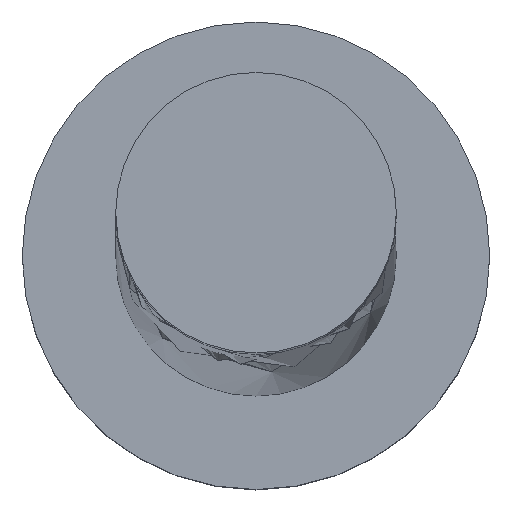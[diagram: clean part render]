
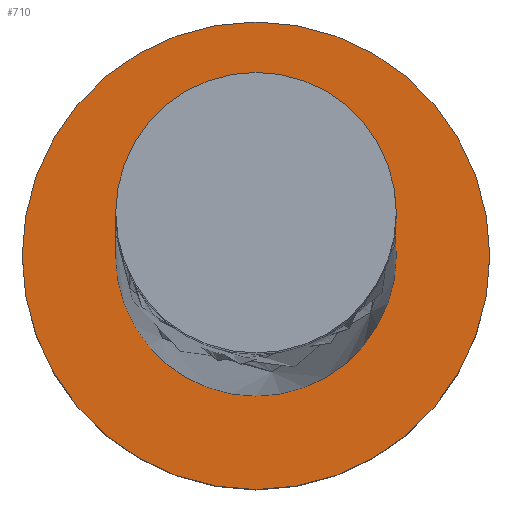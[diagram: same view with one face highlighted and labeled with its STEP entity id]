
A CAD part, top view. The second image highlights one B-rep face of the part: STEP entity #710.
In plain terms, the highlighted planar face has unit normal (0, 0, 1).
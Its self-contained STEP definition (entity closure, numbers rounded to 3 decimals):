
#7 = CARTESIAN_POINT ( 'NONE',  ( 0., 0., 1.5 ) ) ;
#56 = DIRECTION ( 'NONE',  ( 1., 0., 0. ) ) ;
#118 = AXIS2_PLACEMENT_3D ( 'NONE', #1078, #1329, #362 ) ;
#143 = AXIS2_PLACEMENT_3D ( 'NONE', #661, #1006, #896 ) ;
#156 = ORIENTED_EDGE ( 'NONE', *, *, #1294, .T. ) ;
#165 = DIRECTION ( 'NONE',  ( 1., 0., 0. ) ) ;
#177 = CARTESIAN_POINT ( 'NONE',  ( 0.9, 0., 1.5 ) ) ;
#213 = AXIS2_PLACEMENT_3D ( 'NONE', #7, #1432, #1101 ) ;
#354 = EDGE_CURVE ( 'NONE', #1289, #1484, #1301, .T. ) ;
#362 = DIRECTION ( 'NONE',  ( 1., 0., 0. ) ) ;
#431 = ORIENTED_EDGE ( 'NONE', *, *, #354, .F. ) ;
#441 = CARTESIAN_POINT ( 'NONE',  ( 1.5, 0., 1.5 ) ) ;
#516 = CARTESIAN_POINT ( 'NONE',  ( 0., 0., 1.5 ) ) ;
#539 = EDGE_CURVE ( 'NONE', #1484, #1289, #991, .T. ) ;
#578 = ORIENTED_EDGE ( 'NONE', *, *, #539, .F. ) ;
#590 = CIRCLE ( 'NONE', #118, 1.5 ) ;
#621 = CARTESIAN_POINT ( 'NONE',  ( -1.5, 0., 1.5 ) ) ;
#629 = AXIS2_PLACEMENT_3D ( 'NONE', #796, #1261, #165 ) ;
#661 = CARTESIAN_POINT ( 'NONE',  ( 0., 0., 1.5 ) ) ;
#662 = FACE_BOUND ( 'NONE', #952, .T. ) ;
#710 = ADVANCED_FACE ( 'NONE', ( #662, #1138 ), #1123, .T. ) ;
#719 = CIRCLE ( 'NONE', #143, 1.5 ) ;
#771 = AXIS2_PLACEMENT_3D ( 'NONE', #516, #1244, #56 ) ;
#796 = CARTESIAN_POINT ( 'NONE',  ( 0., 0., 1.5 ) ) ;
#839 = ORIENTED_EDGE ( 'NONE', *, *, #1081, .T. ) ;
#896 = DIRECTION ( 'NONE',  ( 1., 0., 0. ) ) ;
#903 = CARTESIAN_POINT ( 'NONE',  ( -0.9, 0., 1.5 ) ) ;
#917 = VERTEX_POINT ( 'NONE', #441 ) ;
#952 = EDGE_LOOP ( 'NONE', ( #431, #578 ) ) ;
#991 = CIRCLE ( 'NONE', #213, 0.9 ) ;
#1006 = DIRECTION ( 'NONE',  ( 0., 0., 1. ) ) ;
#1077 = VERTEX_POINT ( 'NONE', #621 ) ;
#1078 = CARTESIAN_POINT ( 'NONE',  ( 0., 0., 1.5 ) ) ;
#1081 = EDGE_CURVE ( 'NONE', #917, #1077, #590, .T. ) ;
#1101 = DIRECTION ( 'NONE',  ( 1., 0., 0. ) ) ;
#1123 = PLANE ( 'NONE',  #771 ) ;
#1138 = FACE_OUTER_BOUND ( 'NONE', #1266, .T. ) ;
#1244 = DIRECTION ( 'NONE',  ( 0., 0., 1. ) ) ;
#1261 = DIRECTION ( 'NONE',  ( 0., 0., 1. ) ) ;
#1266 = EDGE_LOOP ( 'NONE', ( #156, #839 ) ) ;
#1289 = VERTEX_POINT ( 'NONE', #903 ) ;
#1294 = EDGE_CURVE ( 'NONE', #1077, #917, #719, .T. ) ;
#1301 = CIRCLE ( 'NONE', #629, 0.9 ) ;
#1329 = DIRECTION ( 'NONE',  ( 0., 0., 1. ) ) ;
#1432 = DIRECTION ( 'NONE',  ( 0., 0., 1. ) ) ;
#1484 = VERTEX_POINT ( 'NONE', #177 ) ;
